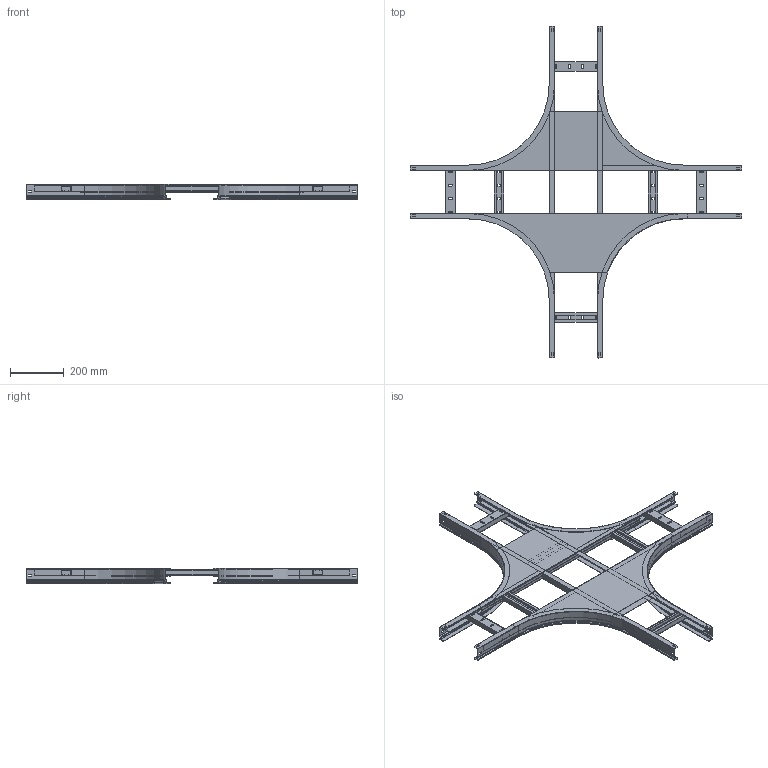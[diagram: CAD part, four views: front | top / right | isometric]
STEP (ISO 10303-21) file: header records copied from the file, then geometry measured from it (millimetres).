
FILE_DESCRIPTION (( 'STEP AP214' ), '1' );
FILE_NAME ('CKR04-4-55x200.STEP', '2021-03-10T05:30:32', ( '' ), ( '' ), 'SwSTEP 2.0', 'SolidWorks 2017', '' );
FILE_SCHEMA (( 'AUTOMOTIVE_DESIGN' ));
Length unit declared in the file: millimetre
Products named in the file (8): ÊÈÂÀ 195.01.02 Ïëàñòèíà ñîåäèíèòåëüíàÿ-00_-00 (200); ÊÈÂÀ 195.01.04 Ï-ïðîôèëü-00_-00 (1174); ÊÈÂÀ 195.01.05 Ï-ïðîôèëü-00_668.2; 岓臍 195.01.10 捘 冓憵-00_-00 (1174); ÊÈÂÀ 195.01.03_Ïëàíêà ïîïåðå÷íàÿ-00_-00; ÊÈÂÀ 195.01.01 Ëîíæåðîí áàçîâûé-00_-00; CKR04-4-55x200; 岓臍 195.01.20 捘 冓憵-00_-00 (200)
Assembly tree (21 placements, depth 3):
  CKR04-4-55x200
    岓臍 195.01.10 捘 冓憵-00_-00 (1174)
      ÊÈÂÀ 195.01.04 Ï-ïðîôèëü-00_-00 (1174)  x2
      ÊÈÂÀ 195.01.03_Ïëàíêà ïîïåðå÷íàÿ-00_-00  x4
    岓臍 195.01.20 捘 冓憵-00_-00 (200)  x2
      ÊÈÂÀ 195.01.05 Ï-ïðîôèëü-00_668.2
      ÊÈÂÀ 195.01.03_Ïëàíêà ïîïåðå÷íàÿ-00_-00
    ÊÈÂÀ 195.01.02 Ïëàñòèíà ñîåäèíèòåëüíàÿ-00_-00 (200)  x4
    ÊÈÂÀ 195.01.01 Ëîíæåðîí áàçîâûé-00_-00  x4
Bounding box: 1234 x 1234 x 56.2 mm (x, y, z)
Volume: 1386397.6 mm3; surface area: 2348651.2 mm2
Topology: 22 solids, 22 shells, 1044 faces, 2712 edges, 1712 vertices
Faces by surface type: plane 796, cylinder 208, torus 24, cone 16
Entity records: 7130 total; most frequent: DIRECTION 1188, CARTESIAN_POINT 1188, ORIENTED_EDGE 1152, EDGE_CURVE 576, LINE 468, VECTOR 468, AXIS2_PLACEMENT_3D 360, VERTEX_POINT 360
